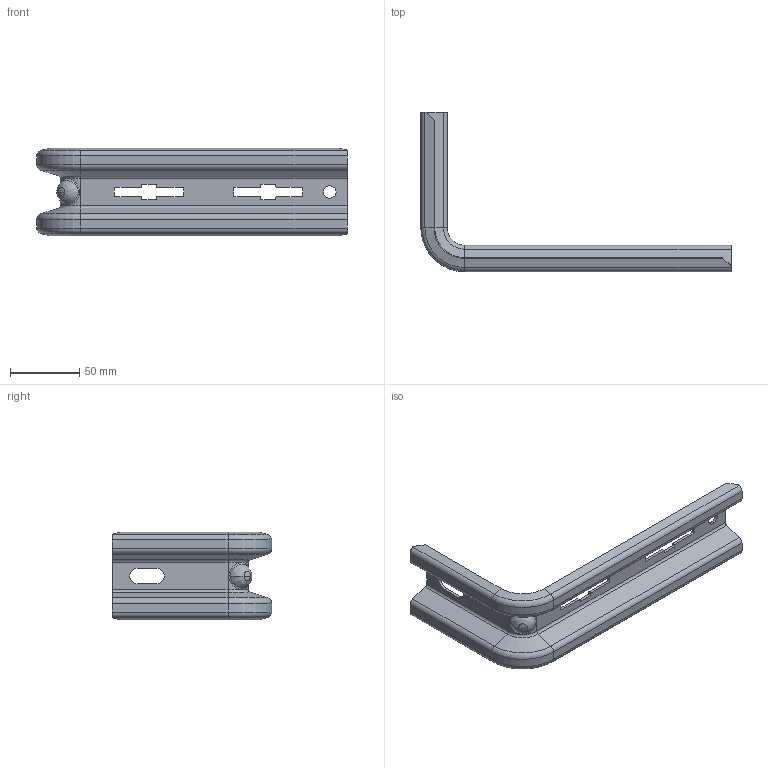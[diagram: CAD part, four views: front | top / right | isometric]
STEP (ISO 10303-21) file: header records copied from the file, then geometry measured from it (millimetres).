
FILE_DESCRIPTION((''),'2;1');
FILE_NAME('720115_PRT','2018-11-16T12:18:15',('tomasz.grudniewski'),(''),'CREO PARAMETRIC BY PTC INC, 2018260','CREO PARAMETRIC BY PTC INC, 2018260','');
FILE_SCHEMA(('CONFIG_CONTROL_DESIGN'));
Length unit declared in the file: millimetre
Products named in the file (1): 720115_PRT
Bounding box: 224 x 115 x 63.43 mm (x, y, z)
Volume: 57663.2 mm3; surface area: 60030.7 mm2
Topology: 1 solids, 1 shells, 466 faces, 1246 edges, 792 vertices
Faces by surface type: plane 372, cylinder 60, torus 12, cone 10, bspline 8, sphere 4
Entity records: 16907 total; most frequent: CARTESIAN_POINT 5221, ORIENTED_EDGE 2484, DIRECTION 2296, EDGE_CURVE 1242, VECTOR 1072, LINE 1072, VERTEX_POINT 792, AXIS2_PLACEMENT_3D 612
